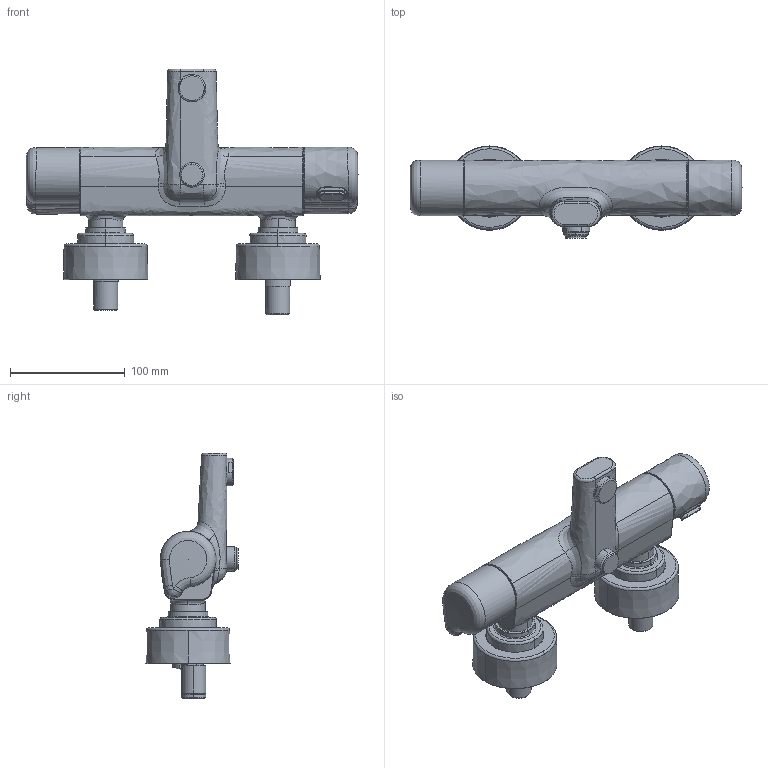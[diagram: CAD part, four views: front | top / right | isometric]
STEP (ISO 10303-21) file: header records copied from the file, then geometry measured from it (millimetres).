
FILE_DESCRIPTION (( 'STEP AP203' ), '1' );
FILE_NAME ('08717100.STEP', '2019-12-02T07:19:30', ( '' ), ( '' ), 'SwSTEP 2.0', 'SolidWorks 2016', '' );
FILE_SCHEMA (( 'CONFIG_CONTROL_DESIGN' ));
Length unit declared in the file: millimetre
Products named in the file (1): 08717100
Bounding box: 289.11 x 80.37 x 213.9 mm (x, y, z)
Volume: 1003258.8 mm3; surface area: 132292 mm2
Topology: 1 solids, 1 shells, 282 faces, 704 edges, 437 vertices
Faces by surface type: bspline 99, cylinder 55, plane 50, torus 42, cone 34, sphere 2
Entity records: 24342 total; most frequent: CARTESIAN_POINT 18275, ORIENTED_EDGE 1396, DIRECTION 1061, EDGE_CURVE 698, AXIS2_PLACEMENT_3D 465, VERTEX_POINT 433, EDGE_LOOP 305, FACE_OUTER_BOUND 282
